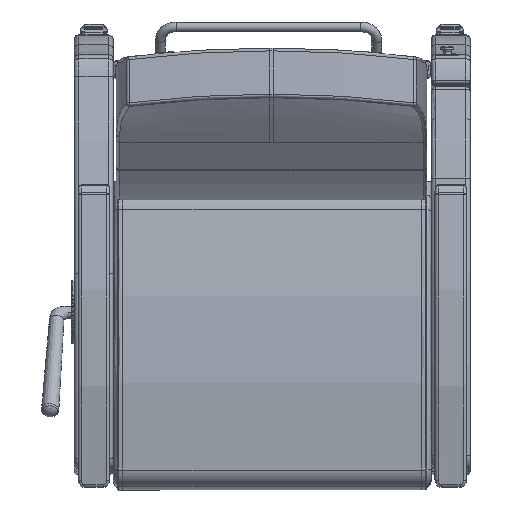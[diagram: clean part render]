
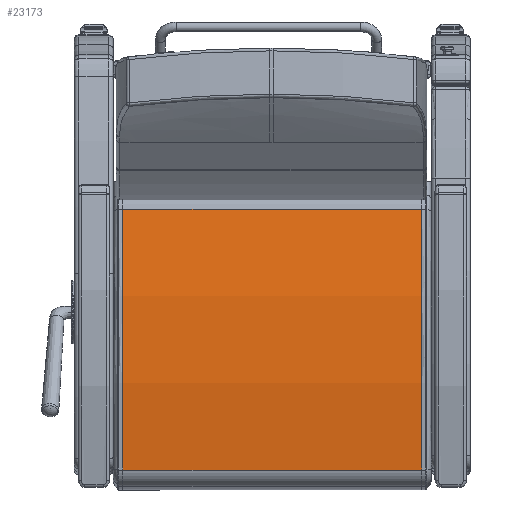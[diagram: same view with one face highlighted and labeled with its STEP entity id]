
A CAD part, front view. The second image highlights one B-rep face of the part: STEP entity #23173.
In plain terms, the highlighted free-form (B-spline) face has degree [1, 2] with [2, 3] control points.
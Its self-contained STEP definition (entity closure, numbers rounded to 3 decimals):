
#774=(
BOUNDED_SURFACE()
B_SPLINE_SURFACE(1,2,((#35999,#36000,#36001),(#36002,#36003,#36004)),
 .UNSPECIFIED.,.F.,.F.,.F.)
B_SPLINE_SURFACE_WITH_KNOTS((2,2),(3,3),(-0.193,0.193),
(1.362,1.699),.UNSPECIFIED.)
GEOMETRIC_REPRESENTATION_ITEM()
RATIONAL_B_SPLINE_SURFACE(((1.,0.986,1.),(1.,0.986,
1.)))
REPRESENTATION_ITEM('')
SURFACE()
);
#824=ELLIPSE('',#24952,60.054,60.);
#836=ELLIPSE('',#24994,60.054,60.);
#2528=FACE_OUTER_BOUND('',#3919,.T.);
#3919=EDGE_LOOP('',(#16379,#16380,#16381,#16382));
#5487=LINE('',#35998,#7104);
#5488=LINE('',#36005,#7105);
#7104=VECTOR('',#28104,0.394);
#7105=VECTOR('',#28105,0.394);
#10020=VERTEX_POINT('',#35171);
#10021=VERTEX_POINT('',#35194);
#10061=VERTEX_POINT('',#35411);
#10062=VERTEX_POINT('',#35434);
#12479=EDGE_CURVE('',#10021,#10020,#824,.T.);
#12538=EDGE_CURVE('',#10062,#10061,#836,.T.);
#12618=EDGE_CURVE('',#10020,#10062,#5487,.T.);
#12619=EDGE_CURVE('',#10021,#10061,#5488,.T.);
#16379=ORIENTED_EDGE('',*,*,#12479,.F.);
#16380=ORIENTED_EDGE('',*,*,#12619,.T.);
#16381=ORIENTED_EDGE('',*,*,#12538,.F.);
#16382=ORIENTED_EDGE('',*,*,#12618,.F.);
#23173=ADVANCED_FACE('',(#2528),#774,.F.);
#24952=AXIS2_PLACEMENT_3D('',#35196,#27857,#27858);
#24994=AXIS2_PLACEMENT_3D('',#35436,#27966,#27967);
#27857=DIRECTION('center_axis',(0.,0.,-1.));
#27858=DIRECTION('ref_axis',(1.,0.,0.));
#27966=DIRECTION('center_axis',(0.,0.,1.));
#27967=DIRECTION('ref_axis',(1.,0.,0.));
#28104=DIRECTION('',(0.,0.,1.));
#28105=DIRECTION('',(0.,0.,1.));
#35171=CARTESIAN_POINT('',(10.111,0.445,-11.563));
#35194=CARTESIAN_POINT('',(-10.045,1.256,-11.563));
#35196=CARTESIAN_POINT('Origin',(-2.35,-58.249,-11.563));
#35411=CARTESIAN_POINT('',(-10.045,1.256,11.563));
#35434=CARTESIAN_POINT('',(10.111,0.445,11.563));
#35436=CARTESIAN_POINT('Origin',(-2.35,-58.249,11.563));
#35998=CARTESIAN_POINT('',(10.111,0.445,0.));
#35999=CARTESIAN_POINT('Ctrl Pts',(10.111,0.445,-11.563));
#36000=CARTESIAN_POINT('Ctrl Pts',(0.103,2.566,-11.563));
#36001=CARTESIAN_POINT('Ctrl Pts',(-10.045,1.256,-11.563));
#36002=CARTESIAN_POINT('Ctrl Pts',(10.111,0.445,11.563));
#36003=CARTESIAN_POINT('Ctrl Pts',(0.103,2.566,11.563));
#36004=CARTESIAN_POINT('Ctrl Pts',(-10.045,1.256,11.563));
#36005=CARTESIAN_POINT('',(-10.045,1.256,0.));
